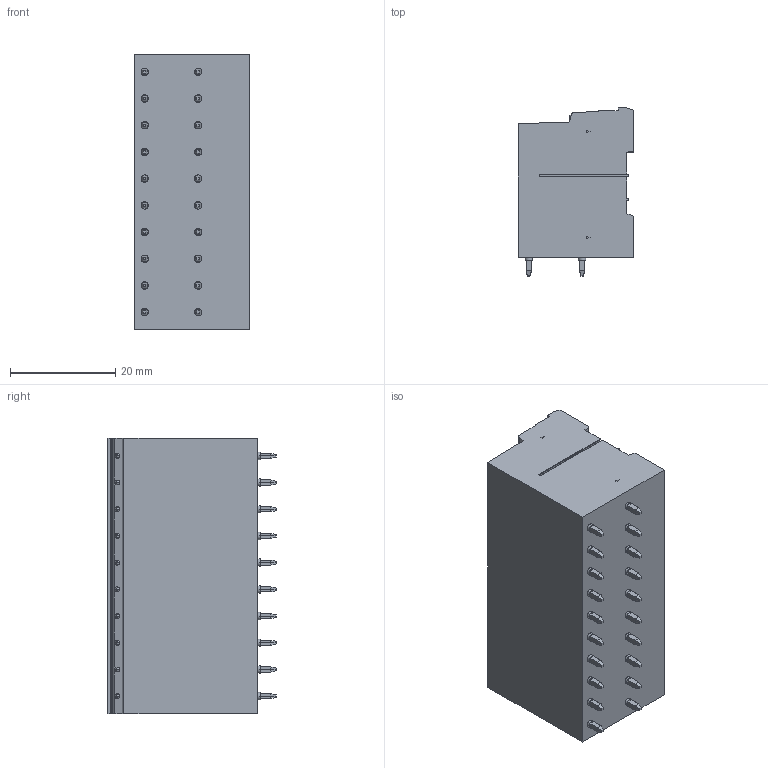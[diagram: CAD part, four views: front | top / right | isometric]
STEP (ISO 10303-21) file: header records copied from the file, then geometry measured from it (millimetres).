
FILE_DESCRIPTION(('SolidDesigner STEP Export'),'2;1');
FILE_NAME('mdstb_2.5-10-g1-5.08.stp','2007-11-26T12:47:00',(''),(''),'OneSpace Designer STEP processor for AP214 (Solid Model)','OneSpace Designer 14.50 18-Oct-2006 (C) CoCreate Software GmbH','');
FILE_SCHEMA(('AUTOMOTIVE_DESIGN { 1 0 10303 214 1 1 1 1 }'));
Length unit declared in the file: millimetre
Products named in the file (1): mdstb_2.5-10-g1-5.08
Bounding box: 22 x 32 x 52.36 mm (x, y, z)
Volume: 25141 mm3; surface area: 9733.7 mm2
Topology: 1 solids, 1 shells, 1563 faces, 3474 edges, 2026 vertices
Faces by surface type: plane 1332, cylinder 151, sphere 40, cone 40
Entity records: 50421 total; most frequent: ORIENTED_EDGE 6948, CARTESIAN_POINT 6805, DIRECTION 5606, EDGE_CURVE 3474, VECTOR 2392, LINE 2392, VERTEX_POINT 2026, EDGE_LOOP 1676
